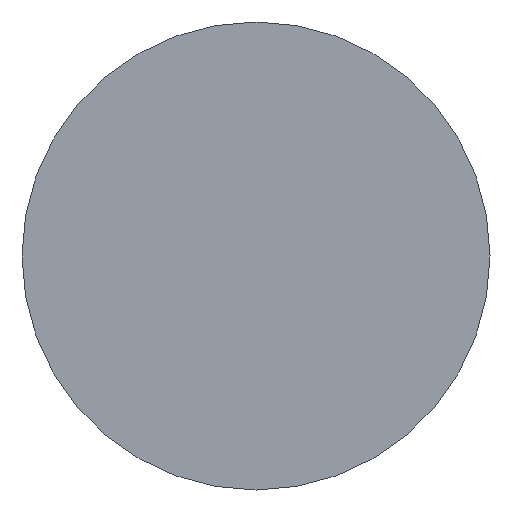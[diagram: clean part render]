
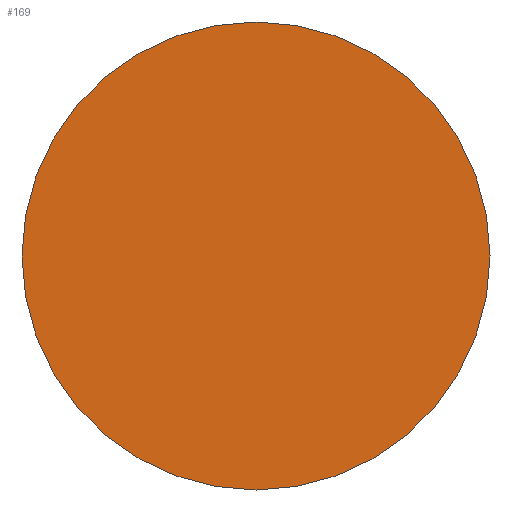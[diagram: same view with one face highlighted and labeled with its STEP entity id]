
A CAD part, front view. The second image highlights one B-rep face of the part: STEP entity #169.
In plain terms, the highlighted planar face has unit normal (0, -1, 0).
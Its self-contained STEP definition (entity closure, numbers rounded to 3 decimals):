
#24=PLANE('',#209);
#37=FACE_OUTER_BOUND('',#55,.T.);
#55=EDGE_LOOP('',(#130));
#84=CIRCLE('',#207,25.);
#96=VERTEX_POINT('',#307);
#109=EDGE_CURVE('',#96,#96,#84,.T.);
#130=ORIENTED_EDGE('',*,*,#109,.F.);
#169=ADVANCED_FACE('',(#37),#24,.F.);
#207=AXIS2_PLACEMENT_3D('',#309,#242,#243);
#209=AXIS2_PLACEMENT_3D('',#311,#246,#247);
#242=DIRECTION('center_axis',(0.,1.,0.));
#243=DIRECTION('ref_axis',(1.,0.,0.));
#246=DIRECTION('center_axis',(0.,1.,0.));
#247=DIRECTION('ref_axis',(1.,0.,0.));
#307=CARTESIAN_POINT('',(-25.,0.,0.));
#309=CARTESIAN_POINT('Origin',(0.,0.,0.));
#311=CARTESIAN_POINT('Origin',(0.,0.,0.));
